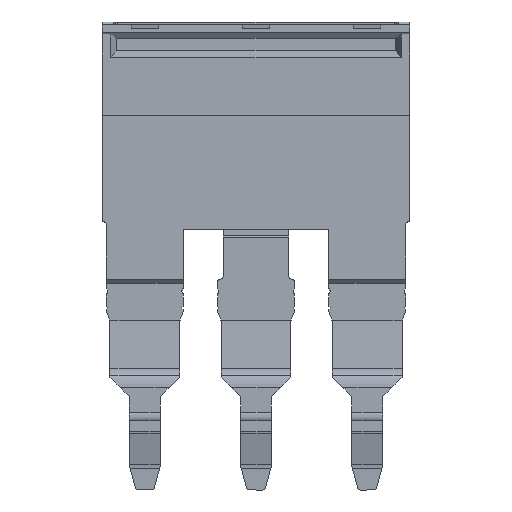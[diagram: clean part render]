
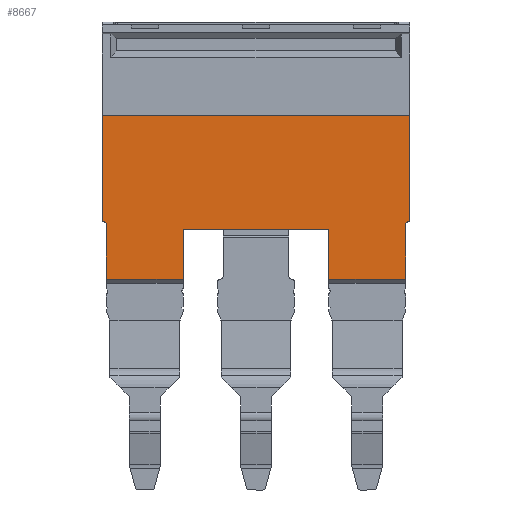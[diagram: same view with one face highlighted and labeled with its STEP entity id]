
A CAD part, front view. The second image highlights one B-rep face of the part: STEP entity #8667.
In plain terms, the highlighted planar face has unit normal (0, -1, 0).
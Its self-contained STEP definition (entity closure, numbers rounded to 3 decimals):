
#8574=AXIS2_PLACEMENT_3D('Plane Axis2P3D',#8571,#8572,#8573) ;
#8615=AXIS2_PLACEMENT_3D('Circle Axis2P3D',#8613,#8614,$) ;
#8648=AXIS2_PLACEMENT_3D('Circle Axis2P3D',#8646,#8647,$) ;
#8402=CARTESIAN_POINT('Vertex',(16.5,0.4,15.361)) ;
#8418=CARTESIAN_POINT('Vertex',(22.1,0.4,15.361)) ;
#8421=CARTESIAN_POINT('Line Origine',(19.3,0.4,15.361)) ;
#8449=CARTESIAN_POINT('Line Origine',(16.5,0.4,17.186)) ;
#8453=CARTESIAN_POINT('Vertex',(16.5,0.4,19.01)) ;
#8544=CARTESIAN_POINT('Vertex',(22.1,0.4,19.34)) ;
#8547=CARTESIAN_POINT('Line Origine',(22.1,0.4,17.351)) ;
#8571=CARTESIAN_POINT('Axis2P3D Location',(3.1,0.4,27.311)) ;
#8576=CARTESIAN_POINT('Line Origine',(22.35,0.4,19.54)) ;
#8580=CARTESIAN_POINT('Vertex',(22.4,0.4,19.54)) ;
#8582=CARTESIAN_POINT('Vertex',(22.3,0.4,19.54)) ;
#8585=CARTESIAN_POINT('Line Origine',(22.4,0.4,23.426)) ;
#8589=CARTESIAN_POINT('Vertex',(22.4,0.4,27.311)) ;
#8592=CARTESIAN_POINT('Line Origine',(11.2,0.4,27.311)) ;
#8596=CARTESIAN_POINT('Vertex',(0.,0.4,27.311)) ;
#8599=CARTESIAN_POINT('Line Origine',(0.,0.4,23.426)) ;
#8603=CARTESIAN_POINT('Vertex',(0.,0.4,19.54)) ;
#8606=CARTESIAN_POINT('Line Origine',(0.05,0.4,19.54)) ;
#8610=CARTESIAN_POINT('Vertex',(0.1,0.4,19.54)) ;
#8613=CARTESIAN_POINT('Axis2P3D Location',(0.1,0.4,19.34)) ;
#8617=CARTESIAN_POINT('Vertex',(0.3,0.4,19.34)) ;
#8620=CARTESIAN_POINT('Line Origine',(0.3,0.4,17.351)) ;
#8624=CARTESIAN_POINT('Vertex',(0.3,0.4,15.361)) ;
#8627=CARTESIAN_POINT('Line Origine',(3.1,0.4,15.361)) ;
#8631=CARTESIAN_POINT('Vertex',(5.9,0.4,15.361)) ;
#8634=CARTESIAN_POINT('Line Origine',(5.9,0.4,17.186)) ;
#8638=CARTESIAN_POINT('Vertex',(5.9,0.4,19.01)) ;
#8641=CARTESIAN_POINT('Line Origine',(11.2,0.4,19.01)) ;
#8646=CARTESIAN_POINT('Axis2P3D Location',(22.3,0.4,19.34)) ;
#8422=DIRECTION('Vector Direction',(1.,0.,0.)) ;
#8450=DIRECTION('Vector Direction',(0.,0.,1.)) ;
#8548=DIRECTION('Vector Direction',(0.,0.,1.)) ;
#8572=DIRECTION('Axis2P3D Direction',(0.,1.,0.)) ;
#8573=DIRECTION('Axis2P3D XDirection',(0.,0.,-1.)) ;
#8577=DIRECTION('Vector Direction',(-1.,0.,0.)) ;
#8586=DIRECTION('Vector Direction',(0.,0.,-1.)) ;
#8593=DIRECTION('Vector Direction',(1.,0.,0.)) ;
#8600=DIRECTION('Vector Direction',(0.,0.,-1.)) ;
#8607=DIRECTION('Vector Direction',(1.,0.,0.)) ;
#8614=DIRECTION('Axis2P3D Direction',(0.,1.,0.)) ;
#8621=DIRECTION('Vector Direction',(0.,0.,1.)) ;
#8628=DIRECTION('Vector Direction',(-1.,0.,0.)) ;
#8635=DIRECTION('Vector Direction',(0.,0.,1.)) ;
#8642=DIRECTION('Vector Direction',(1.,0.,0.)) ;
#8647=DIRECTION('Axis2P3D Direction',(0.,1.,0.)) ;
#8423=VECTOR('Line Direction',#8422,1.) ;
#8451=VECTOR('Line Direction',#8450,1.) ;
#8549=VECTOR('Line Direction',#8548,1.) ;
#8578=VECTOR('Line Direction',#8577,1.) ;
#8587=VECTOR('Line Direction',#8586,1.) ;
#8594=VECTOR('Line Direction',#8593,1.) ;
#8601=VECTOR('Line Direction',#8600,1.) ;
#8608=VECTOR('Line Direction',#8607,1.) ;
#8622=VECTOR('Line Direction',#8621,1.) ;
#8629=VECTOR('Line Direction',#8628,1.) ;
#8636=VECTOR('Line Direction',#8635,1.) ;
#8643=VECTOR('Line Direction',#8642,1.) ;
#8652=ORIENTED_EDGE('',*,*,#8584,.F.) ;
#8653=ORIENTED_EDGE('',*,*,#8591,.F.) ;
#8654=ORIENTED_EDGE('',*,*,#8598,.F.) ;
#8655=ORIENTED_EDGE('',*,*,#8605,.T.) ;
#8656=ORIENTED_EDGE('',*,*,#8612,.T.) ;
#8657=ORIENTED_EDGE('',*,*,#8619,.T.) ;
#8658=ORIENTED_EDGE('',*,*,#8626,.F.) ;
#8659=ORIENTED_EDGE('',*,*,#8633,.F.) ;
#8660=ORIENTED_EDGE('',*,*,#8640,.T.) ;
#8661=ORIENTED_EDGE('',*,*,#8645,.T.) ;
#8662=ORIENTED_EDGE('',*,*,#8455,.F.) ;
#8663=ORIENTED_EDGE('',*,*,#8425,.T.) ;
#8664=ORIENTED_EDGE('',*,*,#8551,.T.) ;
#8665=ORIENTED_EDGE('',*,*,#8650,.F.) ;
#8667=ADVANCED_FACE('Hauptk\X2\00F6\X0\rper',(#8666),#8575,.F.) ;
#8616=CIRCLE('generated circle',#8615,0.2) ;
#8649=CIRCLE('generated circle',#8648,0.2) ;
#8425=EDGE_CURVE('',#8403,#8419,#8424,.T.) ;
#8455=EDGE_CURVE('',#8403,#8454,#8452,.T.) ;
#8551=EDGE_CURVE('',#8419,#8545,#8550,.T.) ;
#8584=EDGE_CURVE('',#8581,#8583,#8579,.T.) ;
#8591=EDGE_CURVE('',#8590,#8581,#8588,.T.) ;
#8598=EDGE_CURVE('',#8597,#8590,#8595,.T.) ;
#8605=EDGE_CURVE('',#8597,#8604,#8602,.T.) ;
#8612=EDGE_CURVE('',#8604,#8611,#8609,.T.) ;
#8619=EDGE_CURVE('',#8611,#8618,#8616,.T.) ;
#8626=EDGE_CURVE('',#8625,#8618,#8623,.T.) ;
#8633=EDGE_CURVE('',#8632,#8625,#8630,.T.) ;
#8640=EDGE_CURVE('',#8632,#8639,#8637,.T.) ;
#8645=EDGE_CURVE('',#8639,#8454,#8644,.T.) ;
#8650=EDGE_CURVE('',#8583,#8545,#8649,.F.) ;
#8651=EDGE_LOOP('',(#8652,#8653,#8654,#8655,#8656,#8657,#8658,#8659,#8660,#8661,#8662,#8663,#8664,#8665)) ;
#8666=FACE_OUTER_BOUND('',#8651,.T.) ;
#8424=LINE('Line',#8421,#8423) ;
#8452=LINE('Line',#8449,#8451) ;
#8550=LINE('Line',#8547,#8549) ;
#8579=LINE('Line',#8576,#8578) ;
#8588=LINE('Line',#8585,#8587) ;
#8595=LINE('Line',#8592,#8594) ;
#8602=LINE('Line',#8599,#8601) ;
#8609=LINE('Line',#8606,#8608) ;
#8623=LINE('Line',#8620,#8622) ;
#8630=LINE('Line',#8627,#8629) ;
#8637=LINE('Line',#8634,#8636) ;
#8644=LINE('Line',#8641,#8643) ;
#8575=PLANE('',#8574) ;
#8403=VERTEX_POINT('',#8402) ;
#8419=VERTEX_POINT('',#8418) ;
#8454=VERTEX_POINT('',#8453) ;
#8545=VERTEX_POINT('',#8544) ;
#8581=VERTEX_POINT('',#8580) ;
#8583=VERTEX_POINT('',#8582) ;
#8590=VERTEX_POINT('',#8589) ;
#8597=VERTEX_POINT('',#8596) ;
#8604=VERTEX_POINT('',#8603) ;
#8611=VERTEX_POINT('',#8610) ;
#8618=VERTEX_POINT('',#8617) ;
#8625=VERTEX_POINT('',#8624) ;
#8632=VERTEX_POINT('',#8631) ;
#8639=VERTEX_POINT('',#8638) ;
